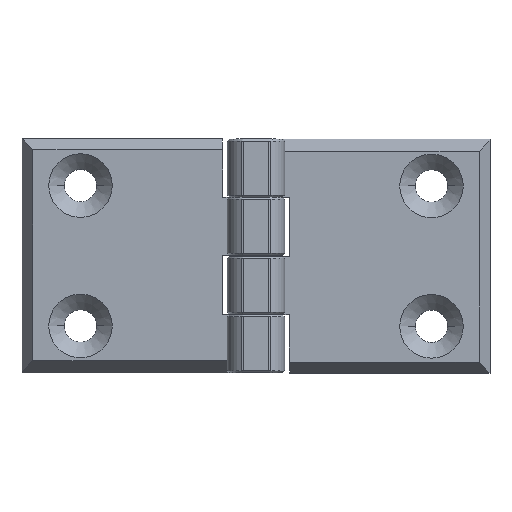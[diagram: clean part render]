
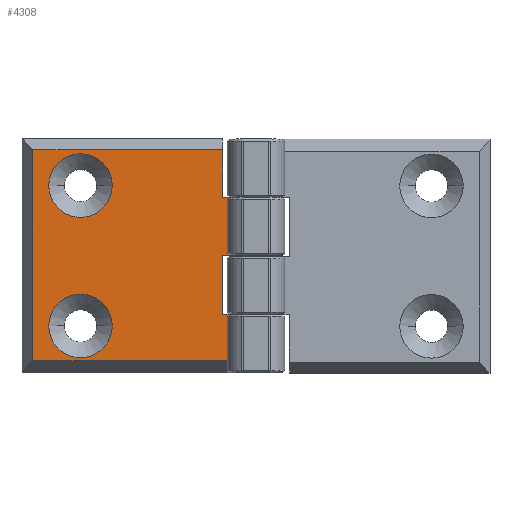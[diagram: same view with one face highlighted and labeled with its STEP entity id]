
A CAD part, top view. The second image highlights one B-rep face of the part: STEP entity #4308.
In plain terms, the highlighted planar face has unit normal (0, 0, 1).
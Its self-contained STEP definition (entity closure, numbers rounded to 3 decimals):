
#14 = VERTEX_POINT ( 'NONE', #2294 ) ;
#149 = DIRECTION ( 'NONE',  ( 0., 1., 0. ) ) ;
#153 = CARTESIAN_POINT ( 'NONE',  ( 17.754, 0.1, 8. ) ) ;
#154 = DIRECTION ( 'NONE',  ( 0., 0., -1. ) ) ;
#198 = DIRECTION ( 'NONE',  ( 0., 1., 0. ) ) ;
#279 = EDGE_CURVE ( 'NONE', #5157, #14, #3519, .T. ) ;
#432 = LINE ( 'NONE', #3350, #4389 ) ;
#447 = ORIENTED_EDGE ( 'NONE', *, *, #2387, .T. ) ;
#459 = ORIENTED_EDGE ( 'NONE', *, *, #2775, .T. ) ;
#644 = CARTESIAN_POINT ( 'NONE',  ( -10.525, -18., 8. ) ) ;
#668 = VERTEX_POINT ( 'NONE', #8040 ) ;
#689 = VERTEX_POINT ( 'NONE', #2882 ) ;
#704 = ORIENTED_EDGE ( 'NONE', *, *, #7803, .F. ) ;
#825 = ORIENTED_EDGE ( 'NONE', *, *, #6234, .T. ) ;
#906 = CARTESIAN_POINT ( 'NONE',  ( 17.754, 29.675, 8. ) ) ;
#984 = EDGE_CURVE ( 'NONE', #2959, #5411, #3103, .T. ) ;
#986 = CARTESIAN_POINT ( 'NONE',  ( -30.875, 27.2, 8. ) ) ;
#1025 = LINE ( 'NONE', #2415, #6786 ) ;
#1041 = AXIS2_PLACEMENT_3D ( 'NONE', #6056, #154, #6011 ) ;
#1141 = CARTESIAN_POINT ( 'NONE',  ( -33.675, 29.675, 8. ) ) ;
#1142 = LINE ( 'NONE', #2761, #8062 ) ;
#1171 = DIRECTION ( 'NONE',  ( 0., 0., -1. ) ) ;
#1239 = DIRECTION ( 'NONE',  ( 0., 1., 0. ) ) ;
#1248 = VERTEX_POINT ( 'NONE', #1318 ) ;
#1268 = ORIENTED_EDGE ( 'NONE', *, *, #6791, .T. ) ;
#1318 = CARTESIAN_POINT ( 'NONE',  ( 18.971, -15.65, 8. ) ) ;
#1322 = LINE ( 'NONE', #8724, #6521 ) ;
#1454 = ORIENTED_EDGE ( 'NONE', *, *, #5173, .T. ) ;
#1463 = EDGE_CURVE ( 'NONE', #3401, #5722, #1025, .T. ) ;
#1627 = FACE_BOUND ( 'NONE', #2060, .T. ) ;
#1811 = DIRECTION ( 'NONE',  ( -1., 0., 0. ) ) ;
#1876 = VERTEX_POINT ( 'NONE', #6254 ) ;
#1957 = AXIS2_PLACEMENT_3D ( 'NONE', #3206, #3819, #3063 ) ;
#2049 = CARTESIAN_POINT ( 'NONE',  ( 0.244, -4.265, 8. ) ) ;
#2060 = EDGE_LOOP ( 'NONE', ( #459, #6015 ) ) ;
#2104 = CIRCLE ( 'NONE', #1041, 8.15 ) ;
#2181 = DIRECTION ( 'NONE',  ( 0., -1., 0. ) ) ;
#2217 = ORIENTED_EDGE ( 'NONE', *, *, #984, .T. ) ;
#2262 = CIRCLE ( 'NONE', #1957, 8.15 ) ;
#2294 = CARTESIAN_POINT ( 'NONE',  ( 18.971, -26.875, 8. ) ) ;
#2296 = DIRECTION ( 'NONE',  ( -1., 0., 0. ) ) ;
#2349 = VERTEX_POINT ( 'NONE', #644 ) ;
#2387 = EDGE_CURVE ( 'NONE', #2744, #3988, #5839, .T. ) ;
#2415 = CARTESIAN_POINT ( 'NONE',  ( -33.675, 27.2, 8. ) ) ;
#2480 = ORIENTED_EDGE ( 'NONE', *, *, #6767, .T. ) ;
#2509 = VECTOR ( 'NONE', #3979, 1000. ) ;
#2630 = DIRECTION ( 'NONE',  ( 0.707, 0.707, 0. ) ) ;
#2744 = VERTEX_POINT ( 'NONE', #5729 ) ;
#2761 = CARTESIAN_POINT ( 'NONE',  ( 18.971, 29.675, 8. ) ) ;
#2775 = EDGE_CURVE ( 'NONE', #4504, #7046, #2262, .T. ) ;
#2833 = EDGE_CURVE ( 'NONE', #7720, #2959, #8314, .T. ) ;
#2838 = ORIENTED_EDGE ( 'NONE', *, *, #3167, .T. ) ;
#2875 = CIRCLE ( 'NONE', #8222, 8.15 ) ;
#2882 = CARTESIAN_POINT ( 'NONE',  ( -26.825, -18., 8. ) ) ;
#2959 = VERTEX_POINT ( 'NONE', #3394 ) ;
#2996 = CARTESIAN_POINT ( 'NONE',  ( -33.675, 0.1, 8. ) ) ;
#3012 = DIRECTION ( 'NONE',  ( -1., 0., 0. ) ) ;
#3029 = VECTOR ( 'NONE', #198, 1000. ) ;
#3063 = DIRECTION ( 'NONE',  ( -1., 0., 0. ) ) ;
#3103 = LINE ( 'NONE', #8065, #7918 ) ;
#3167 = EDGE_CURVE ( 'NONE', #668, #3401, #6054, .T. ) ;
#3180 = VECTOR ( 'NONE', #3012, 1000. ) ;
#3206 = CARTESIAN_POINT ( 'NONE',  ( -18.675, 18., 8. ) ) ;
#3350 = CARTESIAN_POINT ( 'NONE',  ( 15.294, -19.324, 8. ) ) ;
#3372 = CARTESIAN_POINT ( 'NONE',  ( -18.675, -18., 8. ) ) ;
#3388 = DIRECTION ( 'NONE',  ( 1., 0., 0. ) ) ;
#3394 = CARTESIAN_POINT ( 'NONE',  ( 17.754, -15.15, 8. ) ) ;
#3401 = VERTEX_POINT ( 'NONE', #3521 ) ;
#3432 = PLANE ( 'NONE',  #5865 ) ;
#3519 = LINE ( 'NONE', #5703, #5185 ) ;
#3521 = CARTESIAN_POINT ( 'NONE',  ( 17.754, 27.2, 8. ) ) ;
#3696 = CARTESIAN_POINT ( 'NONE',  ( 18.971, 29.675, 8. ) ) ;
#3819 = DIRECTION ( 'NONE',  ( 0., 0., -1. ) ) ;
#3979 = DIRECTION ( 'NONE',  ( -1., 0., 0. ) ) ;
#3988 = VERTEX_POINT ( 'NONE', #6930 ) ;
#4041 = DIRECTION ( 'NONE',  ( 0., 0., -1. ) ) ;
#4091 = FACE_OUTER_BOUND ( 'NONE', #9370, .T. ) ;
#4098 = AXIS2_PLACEMENT_3D ( 'NONE', #3372, #1171, #8339 ) ;
#4111 = VERTEX_POINT ( 'NONE', #7882 ) ;
#4204 = ORIENTED_EDGE ( 'NONE', *, *, #7771, .T. ) ;
#4308 = ADVANCED_FACE ( 'NONE', ( #1627, #4527, #4091 ), #3432, .F. ) ;
#4389 = VECTOR ( 'NONE', #2630, 1000. ) ;
#4488 = CARTESIAN_POINT ( 'NONE',  ( -33.675, -15.15, 8. ) ) ;
#4504 = VERTEX_POINT ( 'NONE', #8012 ) ;
#4527 = FACE_BOUND ( 'NONE', #8502, .T. ) ;
#4557 = EDGE_CURVE ( 'NONE', #1876, #5411, #8916, .T. ) ;
#4704 = ORIENTED_EDGE ( 'NONE', *, *, #4557, .F. ) ;
#4723 = ORIENTED_EDGE ( 'NONE', *, *, #1463, .T. ) ;
#4905 = LINE ( 'NONE', #2049, #6712 ) ;
#5035 = CARTESIAN_POINT ( 'NONE',  ( -30.875, 29.675, 8. ) ) ;
#5157 = VERTEX_POINT ( 'NONE', #7170 ) ;
#5173 = EDGE_CURVE ( 'NONE', #689, #2349, #2875, .T. ) ;
#5185 = VECTOR ( 'NONE', #8622, 1000. ) ;
#5410 = DIRECTION ( 'NONE',  ( -1., 0., 0. ) ) ;
#5411 = VERTEX_POINT ( 'NONE', #153 ) ;
#5605 = CARTESIAN_POINT ( 'NONE',  ( -26.825, 18., 8. ) ) ;
#5676 = DIRECTION ( 'NONE',  ( 0.707, 0.707, 0. ) ) ;
#5703 = CARTESIAN_POINT ( 'NONE',  ( -33.675, -26.875, 8. ) ) ;
#5722 = VERTEX_POINT ( 'NONE', #986 ) ;
#5729 = CARTESIAN_POINT ( 'NONE',  ( 18.971, 0.6, 8. ) ) ;
#5839 = LINE ( 'NONE', #3696, #8888 ) ;
#5864 = EDGE_CURVE ( 'NONE', #2349, #689, #9294, .T. ) ;
#5865 = AXIS2_PLACEMENT_3D ( 'NONE', #1141, #4041, #1811 ) ;
#5902 = DIRECTION ( 'NONE',  ( -0.707, 0.707, 0. ) ) ;
#6011 = DIRECTION ( 'NONE',  ( -1., 0., 0. ) ) ;
#6015 = ORIENTED_EDGE ( 'NONE', *, *, #6495, .T. ) ;
#6054 = LINE ( 'NONE', #906, #3029 ) ;
#6056 = CARTESIAN_POINT ( 'NONE',  ( -18.675, 18., 8. ) ) ;
#6234 = EDGE_CURVE ( 'NONE', #3988, #4111, #4905, .T. ) ;
#6254 = CARTESIAN_POINT ( 'NONE',  ( 19.471, 0.1, 8. ) ) ;
#6299 = EDGE_CURVE ( 'NONE', #1248, #7720, #432, .T. ) ;
#6495 = EDGE_CURVE ( 'NONE', #7046, #4504, #2104, .T. ) ;
#6500 = DIRECTION ( 'NONE',  ( 0., 0., -1. ) ) ;
#6521 = VECTOR ( 'NONE', #5902, 1000. ) ;
#6642 = CARTESIAN_POINT ( 'NONE',  ( -18.675, -18., 8. ) ) ;
#6712 = VECTOR ( 'NONE', #5676, 1000. ) ;
#6767 = EDGE_CURVE ( 'NONE', #1876, #2744, #1322, .T. ) ;
#6786 = VECTOR ( 'NONE', #5410, 1000. ) ;
#6791 = EDGE_CURVE ( 'NONE', #5722, #5157, #7153, .T. ) ;
#6930 = CARTESIAN_POINT ( 'NONE',  ( 18.971, 14.45, 8. ) ) ;
#6982 = ORIENTED_EDGE ( 'NONE', *, *, #5864, .T. ) ;
#7046 = VERTEX_POINT ( 'NONE', #5605 ) ;
#7077 = ORIENTED_EDGE ( 'NONE', *, *, #279, .T. ) ;
#7153 = LINE ( 'NONE', #5035, #7739 ) ;
#7170 = CARTESIAN_POINT ( 'NONE',  ( -30.875, -26.875, 8. ) ) ;
#7303 = VECTOR ( 'NONE', #3388, 1000. ) ;
#7720 = VERTEX_POINT ( 'NONE', #7871 ) ;
#7739 = VECTOR ( 'NONE', #2181, 1000. ) ;
#7771 = EDGE_CURVE ( 'NONE', #14, #1248, #1142, .T. ) ;
#7803 = EDGE_CURVE ( 'NONE', #668, #4111, #8404, .T. ) ;
#7871 = CARTESIAN_POINT ( 'NONE',  ( 19.471, -15.15, 8. ) ) ;
#7882 = CARTESIAN_POINT ( 'NONE',  ( 19.471, 14.95, 8. ) ) ;
#7918 = VECTOR ( 'NONE', #149, 1000. ) ;
#8012 = CARTESIAN_POINT ( 'NONE',  ( -10.525, 18., 8. ) ) ;
#8040 = CARTESIAN_POINT ( 'NONE',  ( 17.754, 14.95, 8. ) ) ;
#8062 = VECTOR ( 'NONE', #1239, 1000. ) ;
#8065 = CARTESIAN_POINT ( 'NONE',  ( 17.754, 29.675, 8. ) ) ;
#8222 = AXIS2_PLACEMENT_3D ( 'NONE', #6642, #6500, #2296 ) ;
#8314 = LINE ( 'NONE', #4488, #3180 ) ;
#8339 = DIRECTION ( 'NONE',  ( -1., 0., 0. ) ) ;
#8404 = LINE ( 'NONE', #9166, #7303 ) ;
#8502 = EDGE_LOOP ( 'NONE', ( #6982, #1454 ) ) ;
#8622 = DIRECTION ( 'NONE',  ( 1., 0., 0. ) ) ;
#8724 = CARTESIAN_POINT ( 'NONE',  ( -21.906, 41.451, 8. ) ) ;
#8759 = ORIENTED_EDGE ( 'NONE', *, *, #2833, .T. ) ;
#8784 = ORIENTED_EDGE ( 'NONE', *, *, #6299, .T. ) ;
#8803 = DIRECTION ( 'NONE',  ( 0., 1., 0. ) ) ;
#8888 = VECTOR ( 'NONE', #8803, 1000. ) ;
#8916 = LINE ( 'NONE', #2996, #2509 ) ;
#9166 = CARTESIAN_POINT ( 'NONE',  ( -33.675, 14.95, 8. ) ) ;
#9294 = CIRCLE ( 'NONE', #4098, 8.15 ) ;
#9370 = EDGE_LOOP ( 'NONE', ( #2838, #4723, #1268, #7077, #4204, #8784, #8759, #2217, #4704, #2480, #447, #825, #704 ) ) ;
